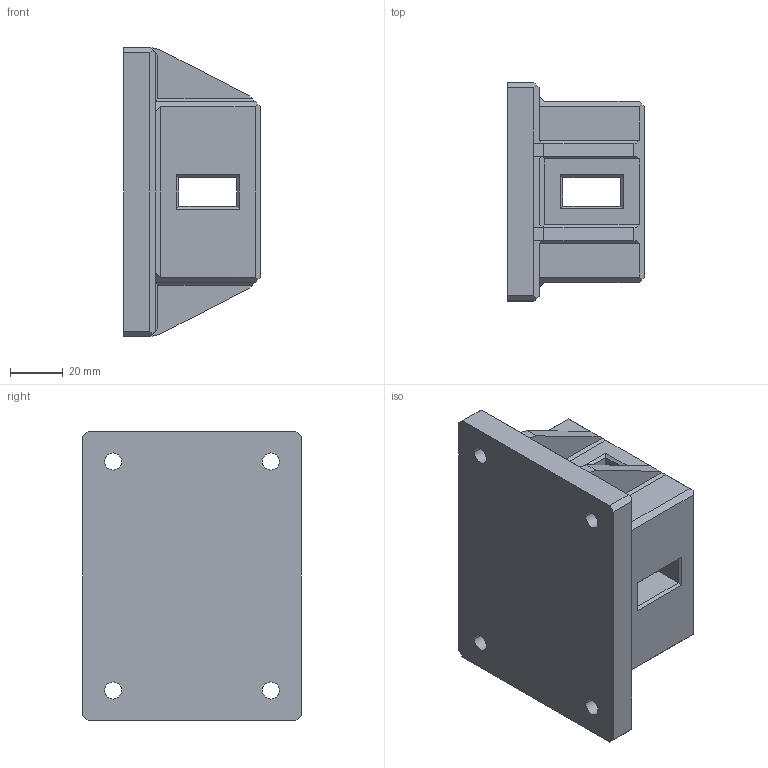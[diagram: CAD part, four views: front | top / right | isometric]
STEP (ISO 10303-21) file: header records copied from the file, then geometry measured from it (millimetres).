
FILE_DESCRIPTION(('CATIA V5 STEP Exchange'),'2;1');
FILE_NAME('prihvatprofila.stp','2024-07-17T12:56:19+00:00',('none'),('none'),'CATIA Version 5 Release 21 SP 6 (IN-10)','CATIA V5 STEP AP203','none');
FILE_SCHEMA(('CONFIG_CONTROL_DESIGN'));
Length unit declared in the file: millimetre
Products named in the file (1): Part1
Bounding box: 52 x 83 x 110 mm (x, y, z)
Volume: 211026.2 mm3; surface area: 44139 mm2
Topology: 1 solids, 1 shells, 131 faces, 340 edges, 212 vertices
Faces by surface type: plane 115, cylinder 8, cone 8
Entity records: 3719 total; most frequent: CARTESIAN_POINT 732, ORIENTED_EDGE 680, DIRECTION 470, EDGE_CURVE 340, VECTOR 240, LINE 240, VERTEX_POINT 212, EDGE_LOOP 148
